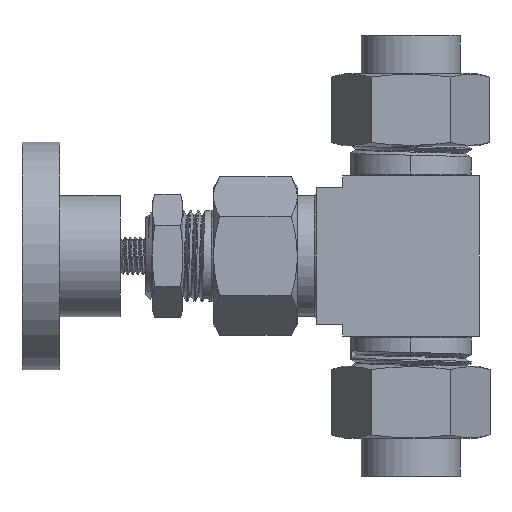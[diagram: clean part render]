
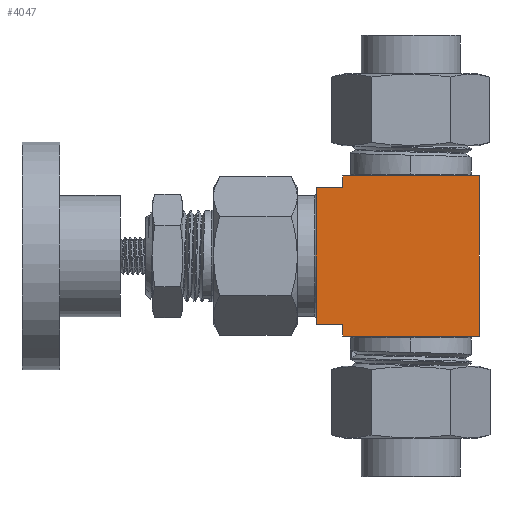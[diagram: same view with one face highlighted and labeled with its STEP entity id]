
A CAD part, left-side view. The second image highlights one B-rep face of the part: STEP entity #4047.
In plain terms, the highlighted planar face has unit normal (-1, 0, 0).
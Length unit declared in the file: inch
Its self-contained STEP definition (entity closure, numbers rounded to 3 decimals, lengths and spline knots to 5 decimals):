
#705 = CARTESIAN_POINT ( 'NONE',  ( -0.49022, 1.50152, 1.27426 ) ) ;
#854 = CARTESIAN_POINT ( 'NONE',  ( -0.49022, 1.28402, 1.17676 ) ) ;
#1152 = VECTOR ( 'NONE', #12150, 39.37008 ) ;
#1463 = CARTESIAN_POINT ( 'NONE',  ( -0.49022, 0.15902, 2.49676 ) ) ;
#1490 = DIRECTION ( 'NONE',  ( 0., 1., 0. ) ) ;
#1592 = VECTOR ( 'NONE', #12794, 39.37008 ) ;
#1830 = ORIENTED_EDGE ( 'NONE', *, *, #12389, .T. ) ;
#1912 = VECTOR ( 'NONE', #13402, 39.37008 ) ;
#2145 = LINE ( 'NONE', #5964, #4935 ) ;
#2173 = ORIENTED_EDGE ( 'NONE', *, *, #15120, .F. ) ;
#3161 = ORIENTED_EDGE ( 'NONE', *, *, #5432, .F. ) ;
#3439 = DIRECTION ( 'NONE',  ( 1., 0., 0. ) ) ;
#3483 = VERTEX_POINT ( 'NONE', #5012 ) ;
#3667 = CARTESIAN_POINT ( 'NONE',  ( -0.49022, 1.28402, 1.27426 ) ) ;
#4047 = ADVANCED_FACE ( 'Defeatured_0_86', ( #14836 ), #15176, .F. ) ;
#4143 = VECTOR ( 'NONE', #7487, 39.37008 ) ;
#4269 = ORIENTED_EDGE ( 'NONE', *, *, #4542, .T. ) ;
#4302 = CARTESIAN_POINT ( 'NONE',  ( -0.49022, -0.30697, 1.27426 ) ) ;
#4394 = DIRECTION ( 'NONE',  ( 0., 1., 0. ) ) ;
#4542 = EDGE_CURVE ( 'Defeatured_0_86+Defeatured_0_79+Defeatured_0_81+Defeatured_0_80', #5008, #8856, #13879, .T. ) ;
#4852 = VERTEX_POINT ( 'NONE', #705 ) ;
#4935 = VECTOR ( 'NONE', #13953, 39.37008 ) ;
#5008 = VERTEX_POINT ( 'NONE', #854 ) ;
#5012 = CARTESIAN_POINT ( 'NONE',  ( -0.49022, 1.28402, 2.39926 ) ) ;
#5089 = CARTESIAN_POINT ( 'NONE',  ( -0.49022, 0.15902, -0.41423 ) ) ;
#5432 = EDGE_CURVE ( 'Defeatured_0_77+Defeatured_0_86+Defeatured_0_84+Defeatured_0_83', #4852, #10733, #10384, .T. ) ;
#5774 = CARTESIAN_POINT ( 'NONE',  ( -0.49022, 0.15902, 2.49676 ) ) ;
#5964 = CARTESIAN_POINT ( 'NONE',  ( -0.49022, 1.28402, -0.41423 ) ) ;
#6272 = CARTESIAN_POINT ( 'NONE',  ( -0.49022, 1.50152, -0.41423 ) ) ;
#6485 = VECTOR ( 'NONE', #1490, 39.37008 ) ;
#7344 = CARTESIAN_POINT ( 'NONE',  ( -0.49022, 1.50152, 2.39926 ) ) ;
#7487 = DIRECTION ( 'NONE',  ( 0., -1., 0. ) ) ;
#7941 = CARTESIAN_POINT ( 'NONE',  ( -0.49022, 1.28402, 2.49676 ) ) ;
#8296 = VERTEX_POINT ( 'NONE', #7941 ) ;
#8531 = VECTOR ( 'NONE', #4394, 39.37008 ) ;
#8642 = DIRECTION ( 'NONE',  ( 0., 0., 1. ) ) ;
#8711 = ORIENTED_EDGE ( 'NONE', *, *, #11541, .F. ) ;
#8856 = VERTEX_POINT ( 'NONE', #13265 ) ;
#8867 = VERTEX_POINT ( 'NONE', #1463 ) ;
#9214 = ORIENTED_EDGE ( 'NONE', *, *, #9492, .F. ) ;
#9492 = EDGE_CURVE ( 'Defeatured_0_78+Defeatured_0_86+Defeatured_0_82+Defeatured_0_80', #8296, #8867, #10627, .T. ) ;
#9751 = CARTESIAN_POINT ( 'NONE',  ( -0.49022, -0.30697, 2.39926 ) ) ;
#9783 = VERTEX_POINT ( 'NONE', #3667 ) ;
#9844 = CARTESIAN_POINT ( 'NONE',  ( -0.49022, 0.15902, 1.17676 ) ) ;
#9985 = LINE ( 'NONE', #9751, #6485 ) ;
#10384 = LINE ( 'NONE', #6272, #13857 ) ;
#10502 = CARTESIAN_POINT ( 'NONE',  ( -0.49022, 0.15902, -0.41423 ) ) ;
#10554 = LINE ( 'NONE', #5089, #1152 ) ;
#10627 = LINE ( 'NONE', #5774, #1592 ) ;
#10728 = ORIENTED_EDGE ( 'NONE', *, *, #12722, .F. ) ;
#10733 = VERTEX_POINT ( 'NONE', #7344 ) ;
#10955 = LINE ( 'NONE', #12243, #1912 ) ;
#11541 = EDGE_CURVE ( 'Defeatured_0_82+Defeatured_0_86+Defeatured_0_83+Defeatured_0_78', #3483, #8296, #10955, .T. ) ;
#11690 = DIRECTION ( 'NONE',  ( 0., 0., -1. ) ) ;
#12150 = DIRECTION ( 'NONE',  ( 0., 0., 1. ) ) ;
#12243 = CARTESIAN_POINT ( 'NONE',  ( -0.49022, 1.28402, -0.41423 ) ) ;
#12389 = EDGE_CURVE ( 'Defeatured_0_86+Defeatured_0_80+Defeatured_0_79+Defeatured_0_78', #8856, #8867, #10554, .T. ) ;
#12678 = AXIS2_PLACEMENT_3D ( 'NONE', #10502, #3439, #11690 ) ;
#12722 = EDGE_CURVE ( 'Defeatured_0_84+Defeatured_0_86+Defeatured_0_81+Defeatured_0_77', #9783, #4852, #14770, .T. ) ;
#12723 = ORIENTED_EDGE ( 'NONE', *, *, #13791, .T. ) ;
#12794 = DIRECTION ( 'NONE',  ( 0., -1., 0. ) ) ;
#13265 = CARTESIAN_POINT ( 'NONE',  ( -0.49022, 0.15902, 1.17676 ) ) ;
#13402 = DIRECTION ( 'NONE',  ( 0., 0., 1. ) ) ;
#13791 = EDGE_CURVE ( 'Defeatured_0_86+Defeatured_0_83+Defeatured_0_82+Defeatured_0_77', #3483, #10733, #9985, .T. ) ;
#13857 = VECTOR ( 'NONE', #8642, 39.37008 ) ;
#13879 = LINE ( 'NONE', #9844, #4143 ) ;
#13953 = DIRECTION ( 'NONE',  ( 0., 0., 1. ) ) ;
#14007 = EDGE_LOOP ( 'NONE', ( #3161, #10728, #2173, #4269, #1830, #9214, #8711, #12723 ) ) ;
#14770 = LINE ( 'NONE', #4302, #8531 ) ;
#14836 = FACE_OUTER_BOUND ( 'NONE', #14007, .T. ) ;
#15120 = EDGE_CURVE ( 'Defeatured_0_81+Defeatured_0_86+Defeatured_0_79+Defeatured_0_84', #5008, #9783, #2145, .T. ) ;
#15176 = PLANE ( 'NONE',  #12678 ) ;
